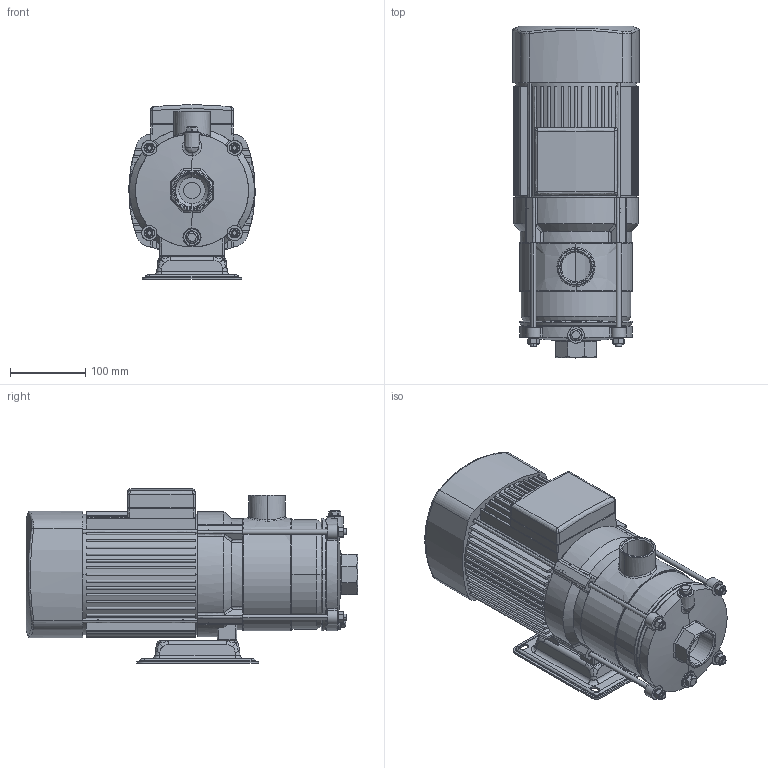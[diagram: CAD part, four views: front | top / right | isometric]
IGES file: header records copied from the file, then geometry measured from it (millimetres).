
Global section: file name: 015P2370 (RMHI 16-2R); native system: AutoCAD 2019 — Русский (Russian),62HAutod; preprocessor: esk Translation Framework DWG producer (atf_dwg_producer); organization: unknown; date: 20240415.184652; units: millimetre
Bounding box: 167.93 x 440.7 x 232 mm (x, y, z)
Volume: 6842223.7 mm3; surface area: 663360.6 mm2
Topology: 27 solids, 31 shells, 1666 faces, 4556 edges, 3131 vertices
Faces by surface type: bspline 1614, revolution 52
